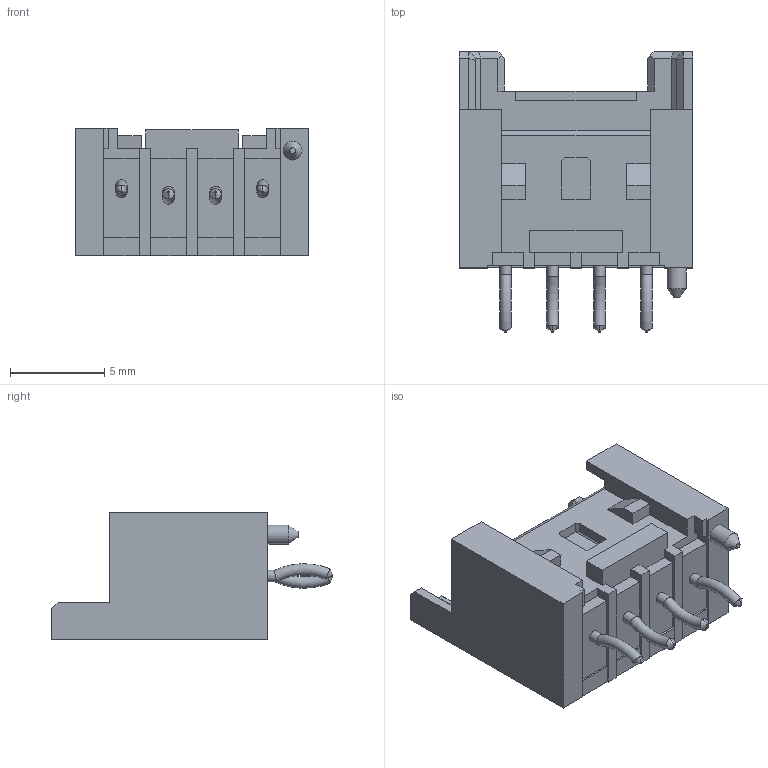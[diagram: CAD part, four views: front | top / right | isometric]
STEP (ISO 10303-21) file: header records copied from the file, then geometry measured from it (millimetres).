
FILE_DESCRIPTION( ( 'STEP AP214' ), '1' );
FILE_NAME( 'psolqas12251840912.stp', '2019-07-17T10:25:18', ( '' ), ( '' ), ' ', 'PARTsolutions', ' ' );
FILE_SCHEMA( ( 'AUTOMOTIVE_DESIGN { 1 0 10303 214 1 1 1 1 }' ) );
Length unit declared in the file: metre
Products named in the file (1): 1
Bounding box: 12.4 x 14.93 x 6.8 mm (x, y, z)
Volume: 339.4 mm3; surface area: 836.8 mm2
Topology: 1 solids, 1 shells, 163 faces, 441 edges, 289 vertices
Faces by surface type: plane 136, cylinder 10, bspline 8, cone 5, torus 4
Full cylindrical faces by diameter (mm): 0.6 x8, 1 x1
Entity records: 5504 total; most frequent: CARTESIAN_POINT 1571, ORIENTED_EDGE 834, DIRECTION 714, EDGE_CURVE 417, LINE 364, VECTOR 364, VERTEX_POINT 283, EDGE_LOOP 192
